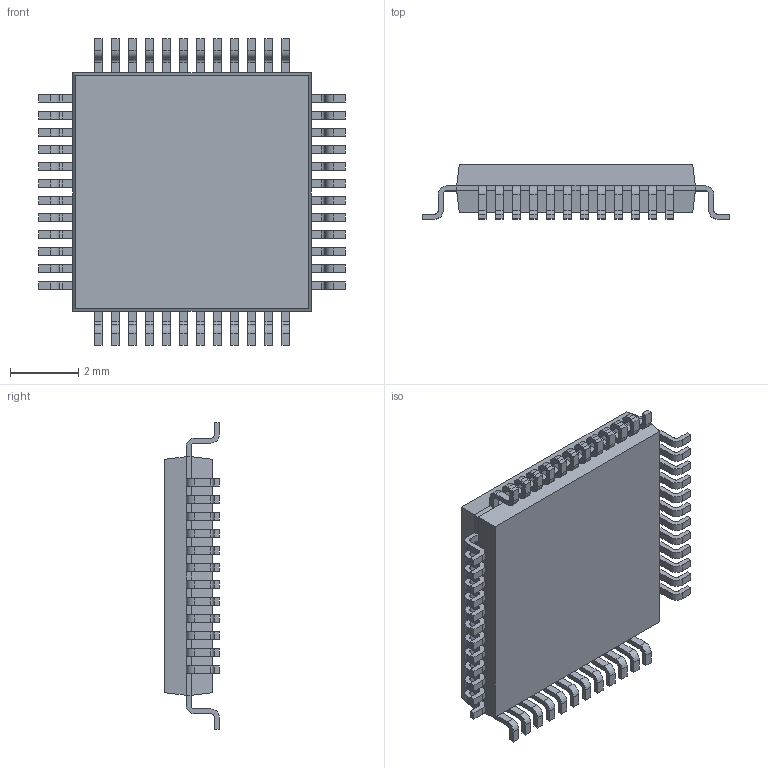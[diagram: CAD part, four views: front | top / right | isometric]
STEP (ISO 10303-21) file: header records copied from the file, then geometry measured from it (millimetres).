
FILE_DESCRIPTION (( 'STEP AP214' ), '1' );
FILE_NAME ('KSZ8863RLL.STEP', '2020-12-18T19:39:33', ( '' ), ( '' ), 'SwSTEP 2.0', 'SolidWorks 2018', '' );
FILE_SCHEMA (( 'AUTOMOTIVE_DESIGN' ));
Length unit declared in the file: millimetre
Products named in the file (1): KSZ8863RLL
Bounding box: 9 x 1.6 x 9 mm (x, y, z)
Volume: 69.8 mm3; surface area: 194.7 mm2
Topology: 49 solids, 49 shells, 686 faces, 1756 edges, 1168 vertices
Faces by surface type: plane 494, cylinder 192
Entity records: 21166 total; most frequent: CARTESIAN_POINT 3611, DIRECTION 3514, ORIENTED_EDGE 3512, EDGE_CURVE 1756, LINE 1372, VECTOR 1372, VERTEX_POINT 1168, AXIS2_PLACEMENT_3D 1071
